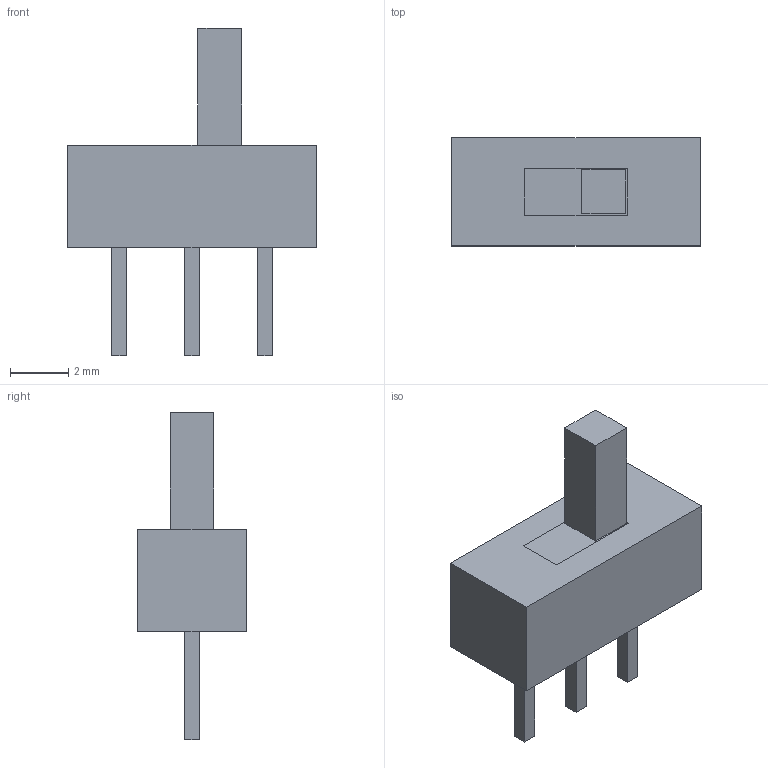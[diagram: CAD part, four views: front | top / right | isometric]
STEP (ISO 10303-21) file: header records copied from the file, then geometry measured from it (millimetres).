
FILE_DESCRIPTION(/* description */ (''),/* implementation_level */ '2;1');
FILE_NAME(/* name */ 'SS-12D00G3.stp',/* time_stamp */ '2020-06-03T16:38:42+09:00',/* author */ ('3Zuta'),/* organization */ (''),/* preprocessor_version */ 'ST-DEVELOPER v18',/* originating_system */ 'Autodesk Inventor 2020',/* authorisation */ '');
FILE_SCHEMA (('AUTOMOTIVE_DESIGN { 1 0 10303 214 3 1 1 }'));
Length unit declared in the file: millimetre
Products named in the file (4): SS-12D00G3; 本体; つまみ; ピン
Assembly tree (5 placements, depth 2):
  SS-12D00G3
    本体
    つまみ
    ピン  x3
Bounding box: 8.5 x 3.7 x 11.2 mm (x, y, z)
Volume: 121.8 mm3; surface area: 267.4 mm2
Topology: 5 solids, 5 shells, 39 faces, 84 edges, 56 vertices
Faces by surface type: plane 39
Entity records: 924 total; most frequent: CARTESIAN_POINT 136, DIRECTION 132, ORIENTED_EDGE 120, LINE 60, VECTOR 60, EDGE_CURVE 60, VERTEX_POINT 40, AXIS2_PLACEMENT_3D 36
